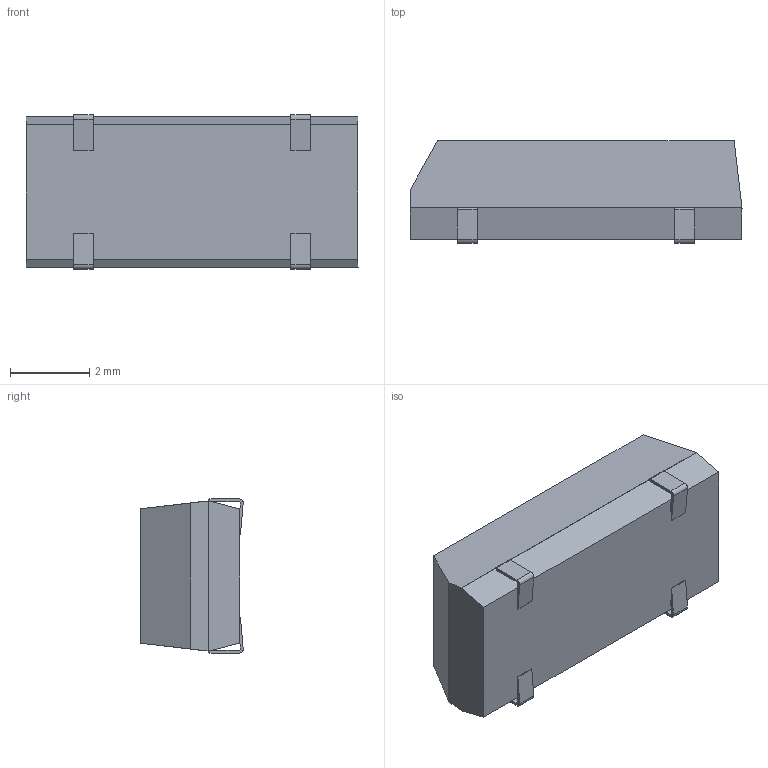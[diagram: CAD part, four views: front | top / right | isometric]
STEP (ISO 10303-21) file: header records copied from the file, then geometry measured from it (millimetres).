
FILE_DESCRIPTION (( 'STEP AP214' ), '1' );
FILE_NAME ('ABS25-32.768KHZ-T.STEP', '2021-06-18T10:09:15', ( '' ), ( '' ), 'SwSTEP 2.0', 'SolidWorks 2018', '' );
FILE_SCHEMA (( 'AUTOMOTIVE_DESIGN' ));
Length unit declared in the file: millimetre
Products named in the file (1): ABS25-32.768KHZ-T
Bounding box: 8.4 x 2.59 x 3.9 mm (x, y, z)
Volume: 73.6 mm3; surface area: 195.9 mm2
Topology: 4 solids, 4 shells, 120 faces, 317 edges, 210 vertices
Faces by surface type: plane 102, cylinder 14, torus 4
Entity records: 4430 total; most frequent: CARTESIAN_POINT 648, ORIENTED_EDGE 634, DIRECTION 595, EDGE_CURVE 317, VECTOR 281, LINE 281, VERTEX_POINT 210, AXIS2_PLACEMENT_3D 157
